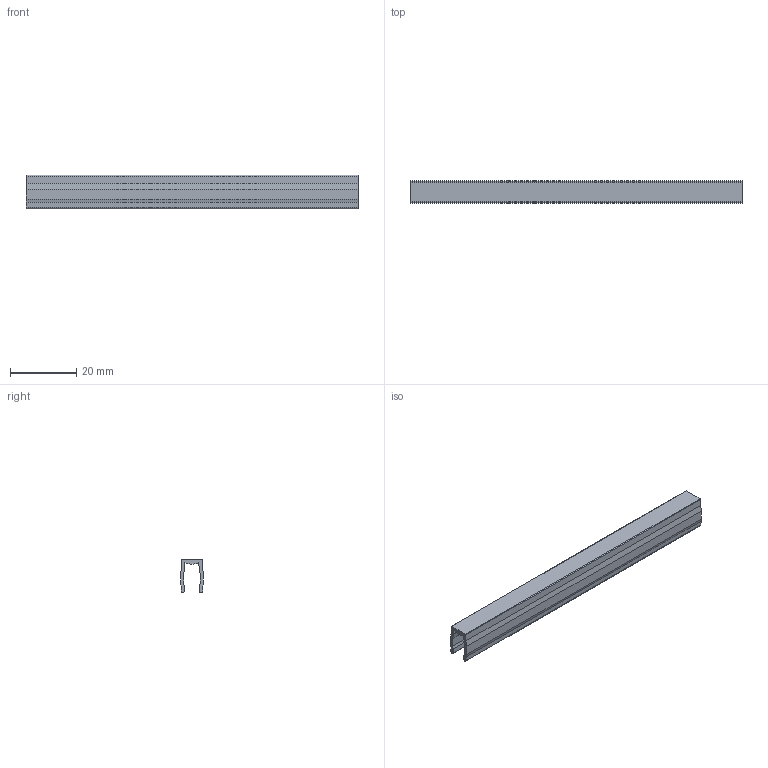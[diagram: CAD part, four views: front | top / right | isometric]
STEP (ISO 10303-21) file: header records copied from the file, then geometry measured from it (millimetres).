
FILE_DESCRIPTION (( 'STEP AP203' ), '1' );
FILE_NAME ('084.203.004.STEP', '2013-01-24T13:43:43', ( 'Alusic' ), ( 'Alusic' ), 'SwSTEP 2.0', 'SolidWorks 2011', '' );
FILE_SCHEMA (( 'CONFIG_CONTROL_DESIGN' ));
Length unit declared in the file: millimetre
Products named in the file (1): 084.203.004
Bounding box: 100 x 6.92 x 10 mm (x, y, z)
Volume: 2507.3 mm3; surface area: 5026.1 mm2
Topology: 1 solids, 1 shells, 28 faces, 78 edges, 52 vertices
Faces by surface type: plane 23, cylinder 5
Entity records: 969 total; most frequent: CARTESIAN_POINT 159, ORIENTED_EDGE 156, DIRECTION 146, EDGE_CURVE 78, LINE 68, VECTOR 68, VERTEX_POINT 52, AXIS2_PLACEMENT_3D 39
